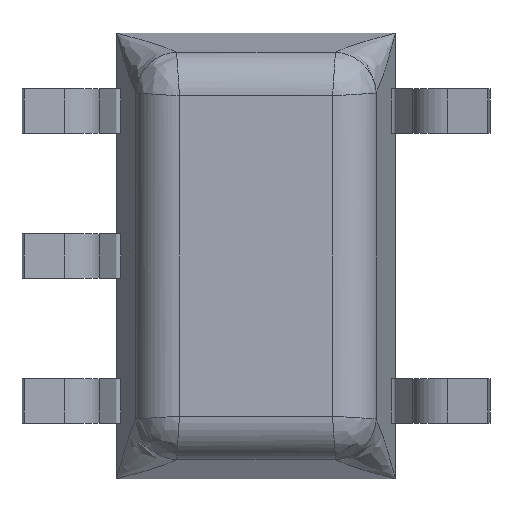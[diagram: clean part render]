
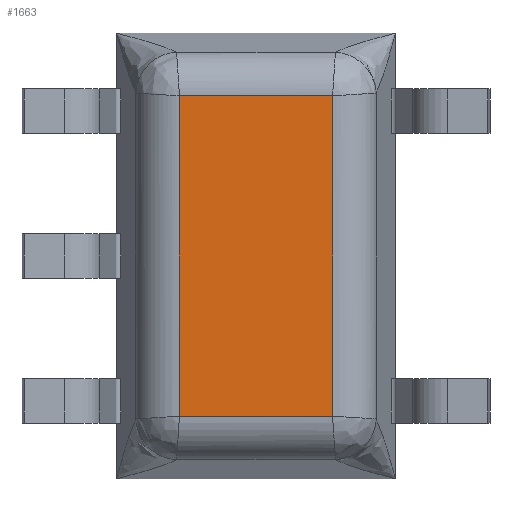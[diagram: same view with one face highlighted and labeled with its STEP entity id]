
A CAD part, front view. The second image highlights one B-rep face of the part: STEP entity #1663.
In plain terms, the highlighted planar face has unit normal (0, -1, 0).
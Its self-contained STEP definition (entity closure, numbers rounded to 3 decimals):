
#23 = DIRECTION ( 'NONE',  ( 0., 1., 0. ) ) ;
#89 = FACE_OUTER_BOUND ( 'NONE', #1036, .T. ) ;
#227 = ORIENTED_EDGE ( 'NONE', *, *, #2885, .T. ) ;
#344 = EDGE_CURVE ( 'NONE', #1275, #4256, #1552, .T. ) ;
#365 = VERTEX_POINT ( 'NONE', #889 ) ;
#889 = CARTESIAN_POINT ( 'NONE',  ( 0.343, 0.1, -0.718 ) ) ;
#986 = EDGE_CURVE ( 'NONE', #365, #1275, #3530, .T. ) ;
#1004 = CARTESIAN_POINT ( 'NONE',  ( 0., 0.1, 0. ) ) ;
#1036 = EDGE_LOOP ( 'NONE', ( #227, #4214, #3697, #1719 ) ) ;
#1054 = VERTEX_POINT ( 'NONE', #1098 ) ;
#1098 = CARTESIAN_POINT ( 'NONE',  ( -0.343, 0.1, -0.718 ) ) ;
#1275 = VERTEX_POINT ( 'NONE', #2498 ) ;
#1552 = LINE ( 'NONE', #1576, #2479 ) ;
#1576 = CARTESIAN_POINT ( 'NONE',  ( -0.31, 0.1, 0.718 ) ) ;
#1663 = ADVANCED_FACE ( 'NONE', ( #89 ), #1685, .F. ) ;
#1685 = PLANE ( 'NONE',  #3806 ) ;
#1719 = ORIENTED_EDGE ( 'NONE', *, *, #4198, .T. ) ;
#1755 = DIRECTION ( 'NONE',  ( 0., 0., 1. ) ) ;
#1968 = DIRECTION ( 'NONE',  ( -1., 0., 0. ) ) ;
#2479 = VECTOR ( 'NONE', #1968, 1000. ) ;
#2498 = CARTESIAN_POINT ( 'NONE',  ( 0.343, 0.1, 0.718 ) ) ;
#2697 = VECTOR ( 'NONE', #3833, 1000. ) ;
#2824 = CARTESIAN_POINT ( 'NONE',  ( 0.31, 0.1, -0.718 ) ) ;
#2866 = LINE ( 'NONE', #2884, #3941 ) ;
#2884 = CARTESIAN_POINT ( 'NONE',  ( -0.343, 0.1, -0.685 ) ) ;
#2885 = EDGE_CURVE ( 'NONE', #1054, #365, #3207, .T. ) ;
#3207 = LINE ( 'NONE', #2824, #3963 ) ;
#3530 = LINE ( 'NONE', #3873, #2697 ) ;
#3697 = ORIENTED_EDGE ( 'NONE', *, *, #344, .T. ) ;
#3806 = AXIS2_PLACEMENT_3D ( 'NONE', #1004, #23, #1755 ) ;
#3833 = DIRECTION ( 'NONE',  ( 0., 0., 1. ) ) ;
#3873 = CARTESIAN_POINT ( 'NONE',  ( 0.343, 0.1, 0.685 ) ) ;
#3941 = VECTOR ( 'NONE', #4217, 1000. ) ;
#3963 = VECTOR ( 'NONE', #4168, 1000. ) ;
#4168 = DIRECTION ( 'NONE',  ( 1., 0., 0. ) ) ;
#4198 = EDGE_CURVE ( 'NONE', #4256, #1054, #2866, .T. ) ;
#4214 = ORIENTED_EDGE ( 'NONE', *, *, #986, .T. ) ;
#4217 = DIRECTION ( 'NONE',  ( 0., 0., -1. ) ) ;
#4256 = VERTEX_POINT ( 'NONE', #4305 ) ;
#4305 = CARTESIAN_POINT ( 'NONE',  ( -0.343, 0.1, 0.718 ) ) ;
